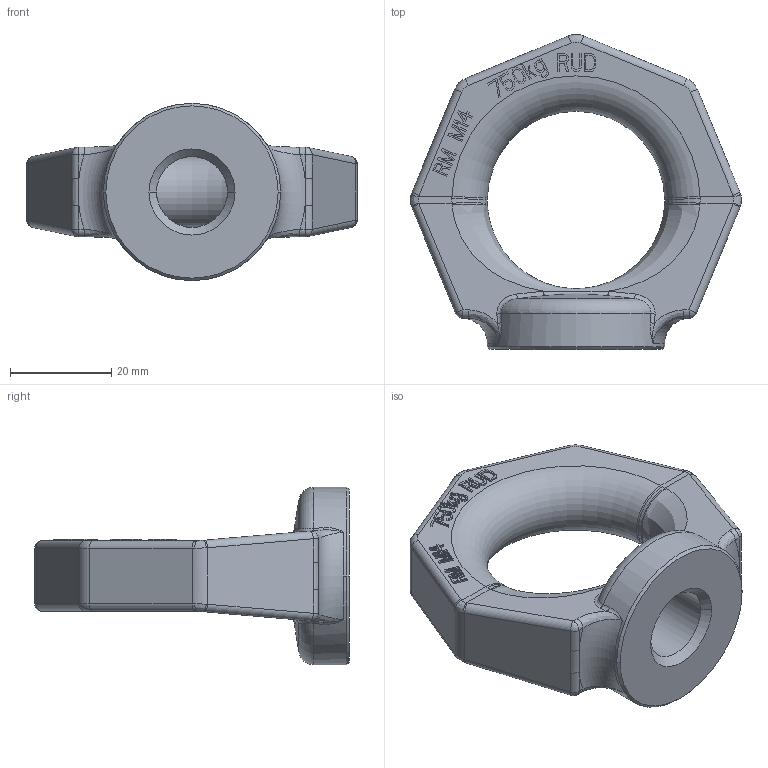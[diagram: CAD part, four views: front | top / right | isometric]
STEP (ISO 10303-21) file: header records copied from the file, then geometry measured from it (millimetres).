
FILE_DESCRIPTION((''),'2;1');
FILE_NAME('001-M31736-P-1','2018-08-21T',('Roland.Jakubetz'),(''),'PRO/ENGINEER BY PARAMETRIC TECHNOLOGY CORPORATION, 2011490','PRO/ENGINEER BY PARAMETRIC TECHNOLOGY CORPORATION, 2011490','');
FILE_SCHEMA(('CONFIG_CONTROL_DESIGN'));
Length unit declared in the file: millimetre
Products named in the file (1): 001-M31736-P-1
Bounding box: 65.36 x 62.17 x 35 mm (x, y, z)
Volume: 32007.9 mm3; surface area: 9314.5 mm2
Topology: 1 solids, 1 shells, 456 faces, 1230 edges, 792 vertices
Faces by surface type: plane 351, bspline 46, cylinder 34, torus 15, cone 6, sphere 4
Entity records: 16456 total; most frequent: CARTESIAN_POINT 5260, ORIENTED_EDGE 2460, DIRECTION 2076, EDGE_CURVE 1230, VECTOR 1012, LINE 1012, VERTEX_POINT 792, AXIS2_PLACEMENT_3D 532
